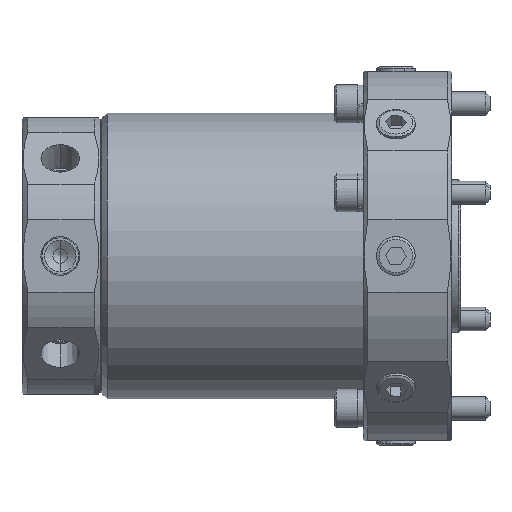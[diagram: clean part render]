
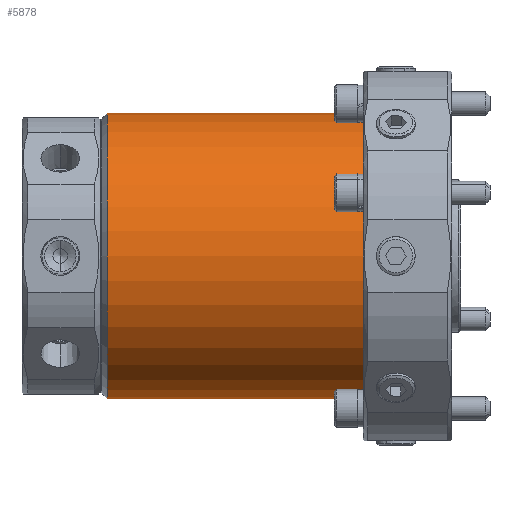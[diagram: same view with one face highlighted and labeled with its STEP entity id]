
A CAD part, left-side view. The second image highlights one B-rep face of the part: STEP entity #5878.
In plain terms, the highlighted cylindrical face has radius 48.5 mm (diameter 97 mm), a partial arc.
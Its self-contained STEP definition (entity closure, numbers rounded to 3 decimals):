
#1332 = ORIENTED_EDGE ( 'NONE', *, *, #12132, .T. ) ;
#1333 = ORIENTED_EDGE ( 'NONE', *, *, #5686, .T. ) ;
#1334 = ORIENTED_EDGE ( 'NONE', *, *, #12131, .T. ) ;
#1335 = ORIENTED_EDGE ( 'NONE', *, *, #5683, .F. ) ;
#3838 = CIRCLE ( 'NONE', #8106, 48.5 ) ;
#3839 = CIRCLE ( 'NONE', #8105, 48.5 ) ;
#5329 = FACE_OUTER_BOUND ( 'NONE', #13471, .T. ) ;
#5330 = CYLINDRICAL_SURFACE ( 'NONE', #15707, 48.5 ) ;
#5683 = EDGE_CURVE ( 'NONE', #13759, #13755, #12905, .T. ) ;
#5686 = EDGE_CURVE ( 'NONE', #15875, #13752, #12899, .T. ) ;
#5878 = ADVANCED_FACE ( 'NONE', ( #5329 ), #5330, .T. ) ;
#6569 = CARTESIAN_POINT ( 'NONE',  ( 0., 84.143, 48.5 ) ) ;
#6570 = CARTESIAN_POINT ( 'NONE',  ( 0., 84.143, -48.5 ) ) ;
#6572 = CARTESIAN_POINT ( 'NONE',  ( 0., -2.857, -48.5 ) ) ;
#8105 = AXIS2_PLACEMENT_3D ( 'NONE', #17420, #17421, #17422 ) ;
#8106 = AXIS2_PLACEMENT_3D ( 'NONE', #17424, #17426, #17427 ) ;
#8935 = CARTESIAN_POINT ( 'NONE',  ( 0., 40.14, -48.5 ) ) ;
#8936 = DIRECTION ( 'NONE',  ( 0., 1., 0. ) ) ;
#8937 = CARTESIAN_POINT ( 'NONE',  ( 0., 40.14, 48.5 ) ) ;
#8938 = DIRECTION ( 'NONE',  ( 0., 1., 0. ) ) ;
#12131 = EDGE_CURVE ( 'NONE', #13759, #15875, #3839, .T. ) ;
#12132 = EDGE_CURVE ( 'NONE', #13752, #13755, #3838, .T. ) ;
#12708 = CARTESIAN_POINT ( 'NONE',  ( 0., -2.857, 48.5 ) ) ;
#12897 = VECTOR ( 'NONE', #8938, 1000. ) ;
#12899 = LINE ( 'NONE', #8937, #12897 ) ;
#12901 = VECTOR ( 'NONE', #8936, 1000. ) ;
#12905 = LINE ( 'NONE', #8935, #12901 ) ;
#13471 = EDGE_LOOP ( 'NONE', ( #1335, #1334, #1333, #1332 ) ) ;
#13752 = VERTEX_POINT ( 'NONE', #6569 ) ;
#13755 = VERTEX_POINT ( 'NONE', #6570 ) ;
#13759 = VERTEX_POINT ( 'NONE', #6572 ) ;
#15707 = AXIS2_PLACEMENT_3D ( 'NONE', #17012, #17010, #17004 ) ;
#15875 = VERTEX_POINT ( 'NONE', #12708 ) ;
#17004 = DIRECTION ( 'NONE',  ( 0., 0., 1. ) ) ;
#17010 = DIRECTION ( 'NONE',  ( 0., 1., 0. ) ) ;
#17012 = CARTESIAN_POINT ( 'NONE',  ( 0., 40.14, 0. ) ) ;
#17420 = CARTESIAN_POINT ( 'NONE',  ( 0., -2.857, 0. ) ) ;
#17421 = DIRECTION ( 'NONE',  ( 0., 1., 0. ) ) ;
#17422 = DIRECTION ( 'NONE',  ( 0., 0., 1. ) ) ;
#17424 = CARTESIAN_POINT ( 'NONE',  ( 0., 84.143, 0. ) ) ;
#17426 = DIRECTION ( 'NONE',  ( 0., -1., 0. ) ) ;
#17427 = DIRECTION ( 'NONE',  ( 0., 0., 1. ) ) ;
